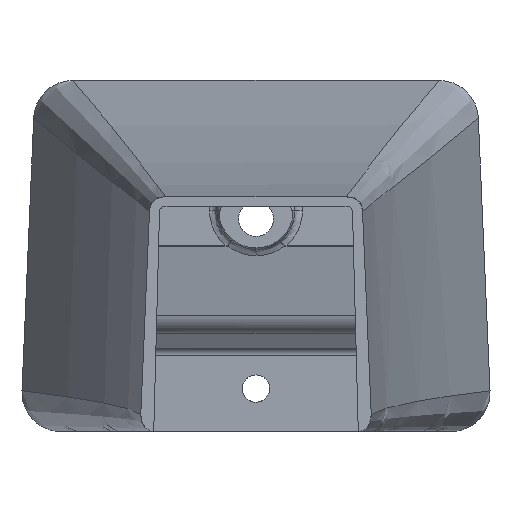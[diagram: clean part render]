
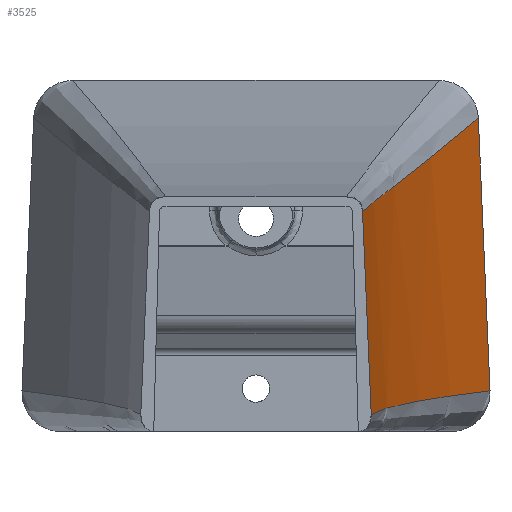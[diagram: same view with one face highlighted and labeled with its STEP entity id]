
A CAD part, front view. The second image highlights one B-rep face of the part: STEP entity #3525.
In plain terms, the highlighted free-form (B-spline) face has degree [2, 1] with [5, 2] control points.
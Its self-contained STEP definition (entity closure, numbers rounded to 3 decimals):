
#78 = CARTESIAN_POINT ( 'NONE',  ( 140.937, -799.215, 60.803 ) ) ;
#152 = CARTESIAN_POINT ( 'NONE',  ( 142.279, -780.052, 61.936 ) ) ;
#226 = CARTESIAN_POINT ( 'NONE',  ( 167.904, -546.672, 82.359 ) ) ;
#269 = CARTESIAN_POINT ( 'NONE',  ( 285., 0., 177.141 ) ) ;
#298 = CARTESIAN_POINT ( 'NONE',  ( 138.324, -842.374, 58.529 ) ) ;
#752 = EDGE_LOOP ( 'NONE', ( #1704, #13054, #12915, #5751 ) ) ;
#806 = CARTESIAN_POINT ( 'NONE',  ( 137.591, -856.772, 57.863 ) ) ;
#1128 = VERTEX_POINT ( 'NONE', #269 ) ;
#1166 = CARTESIAN_POINT ( 'NONE',  ( 162.68, -584.582, 78.252 ) ) ;
#1243 = CARTESIAN_POINT ( 'NONE',  ( 184.327, -442.915, 95.28 ) ) ;
#1388 = CARTESIAN_POINT ( 'NONE',  ( 256.004, -109.126, 153.034 ) ) ;
#1704 = ORIENTED_EDGE ( 'NONE', *, *, #11414, .F. ) ;
#1914 = CARTESIAN_POINT ( 'NONE',  ( 150.978, -900., -297.222 ) ) ;
#1985 = CARTESIAN_POINT ( 'NONE',  ( 165.381, -487.54, -297.222 ) ) ;
#2328 = CARTESIAN_POINT ( 'NONE',  ( 270.222, -54.425, 164.802 ) ) ;
#2453 = B_SPLINE_CURVE_WITH_KNOTS ( 'NONE', 3,
 ( #6539, #10960, #11832, #806, #298, #3408, #6907, #78, #152, #11393, #11104, #2475, #3486, #8066, #7845, #1166, #226, #7995, #1243, #12409, #11325, #13564, #5877, #3626, #4572, #6974, #13276, #1388, #4643, #5738, #2328, #3338, #4717, #9154, #5807, #10239 ),
 .UNSPECIFIED., .F., .F.,
 ( 4, 1, 1, 1, 1, 1, 1, 1, 1, 1, 1, 1, 1, 1, 1, 1, 1, 1, 1, 1, 1, 1, 1, 1, 1, 1, 1, 1, 1, 1, 1, 1, 1, 4 ),
 ( 0.022, 0.031, 0.047, 0.062, 0.078, 0.094, 0.109, 0.125, 0.156, 0.188, 0.219, 0.25, 0.281, 0.313, 0.344, 0.375, 0.438, 0.5, 0.563, 0.625, 0.688, 0.719, 0.75, 0.781, 0.813, 0.844, 0.875, 0.906, 0.922, 0.938, 0.953, 0.969, 0.984, 1. ),
 .UNSPECIFIED. ) ;
#2475 = CARTESIAN_POINT ( 'NONE',  ( 149.329, -698.775, 67.682 ) ) ;
#3338 = CARTESIAN_POINT ( 'NONE',  ( 273.862, -40.791, 167.83 ) ) ;
#3408 = CARTESIAN_POINT ( 'NONE',  ( 139.126, -827.981, 59.241 ) ) ;
#3486 = CARTESIAN_POINT ( 'NONE',  ( 152.308, -670.161, 70.059 ) ) ;
#3525 = ADVANCED_FACE ( 'NONE', ( #13219 ), #7708, .F. ) ;
#3626 = CARTESIAN_POINT ( 'NONE',  ( 229.419, -219.361, 131.315 ) ) ;
#3839 = DIRECTION ( 'NONE',  ( 0.043, 0., -0.999 ) ) ;
#4319 = B_SPLINE_CURVE_WITH_KNOTS ( 'NONE', 1,
 ( #13460, #12376 ),
 .UNSPECIFIED., .F., .F.,
 ( 2, 2 ),
 ( 0.003, 0.263 ),
 .UNSPECIFIED. ) ;
#4498 = CARTESIAN_POINT ( 'NONE',  ( 300., 0., -172.859 ) ) ;
#4572 = CARTESIAN_POINT ( 'NONE',  ( 235.828, -191.702, 136.518 ) ) ;
#4643 = CARTESIAN_POINT ( 'NONE',  ( 261.864, -86.303, 157.873 ) ) ;
#4711 = B_SPLINE_CURVE_WITH_KNOTS ( 'NONE', 3,
 ( #14080, #6476, #13215, #7635 ),
 .UNSPECIFIED., .F., .F.,
 ( 4, 4 ),
 ( 0.024, 1. ),
 .UNSPECIFIED. ) ;
#4717 = CARTESIAN_POINT ( 'NONE',  ( 277.547, -27.18, 170.905 ) ) ;
#5196 = EDGE_CURVE ( 'NONE', #12293, #7071, #4711, .T. ) ;
#5239 = CARTESIAN_POINT ( 'NONE',  ( 278.391, 0., 331.359 ) ) ;
#5738 = CARTESIAN_POINT ( 'NONE',  ( 266.62, -68.077, 161.812 ) ) ;
#5751 = ORIENTED_EDGE ( 'NONE', *, *, #7066, .F. ) ;
#5807 = CARTESIAN_POINT ( 'NONE',  ( 283.755, -4.529, 176.099 ) ) ;
#5864 = EDGE_CURVE ( 'NONE', #1128, #7071, #8201, .T. ) ;
#5877 = CARTESIAN_POINT ( 'NONE',  ( 223.174, -247.087, 126.266 ) ) ;
#6335 = CARTESIAN_POINT ( 'NONE',  ( 305.33, 0., -297.222 ) ) ;
#6476 = CARTESIAN_POINT ( 'NONE',  ( 158.665, -610.497, -193.88 ) ) ;
#6539 = CARTESIAN_POINT ( 'NONE',  ( 136.571, -880., 56.895 ) ) ;
#6907 = CARTESIAN_POINT ( 'NONE',  ( 139.997, -813.595, 59.999 ) ) ;
#6974 = CARTESIAN_POINT ( 'NONE',  ( 242.399, -164.109, 141.873 ) ) ;
#7021 = CARTESIAN_POINT ( 'NONE',  ( 147.716, -880., -203.159 ) ) ;
#7066 = EDGE_CURVE ( 'NONE', #9640, #1128, #2453, .T. ) ;
#7071 = VERTEX_POINT ( 'NONE', #4498 ) ;
#7425 = CARTESIAN_POINT ( 'NONE',  ( 138.442, -487.54, 331.359 ) ) ;
#7497 = CARTESIAN_POINT ( 'NONE',  ( 123.894, -904.125, 331.359 ) ) ;
#7635 = CARTESIAN_POINT ( 'NONE',  ( 300., 0., -172.859 ) ) ;
#7639 = CARTESIAN_POINT ( 'NONE',  ( 123.75, -908.249, 331.359 ) ) ;
#7708 = B_SPLINE_SURFACE_WITH_KNOTS ( 'NONE', 2, 1, ( 
 ( #7639, #9608 ),
 ( #7497, #8521 ),
 ( #12934, #1914 ),
 ( #7425, #1985 ),
 ( #5239, #6335 ) ),
 .UNSPECIFIED., .F., .F., .F.,
 ( 3, 2, 3 ),
 ( 2, 2 ),
 ( -0.01, 0., 1. ),
 ( 0., 1. ),
 .UNSPECIFIED. ) ;
#7845 = CARTESIAN_POINT ( 'NONE',  ( 158.989, -613.063, 75.345 ) ) ;
#7995 = CARTESIAN_POINT ( 'NONE',  ( 174.986, -499.411, 87.925 ) ) ;
#8066 = CARTESIAN_POINT ( 'NONE',  ( 155.53, -641.59, 72.614 ) ) ;
#8201 = LINE ( 'NONE', #12616, #12769 ) ;
#8521 = CARTESIAN_POINT ( 'NONE',  ( 150.834, -904.125, -297.222 ) ) ;
#9154 = CARTESIAN_POINT ( 'NONE',  ( 281.266, -13.586, 174.015 ) ) ;
#9608 = CARTESIAN_POINT ( 'NONE',  ( 150.69, -908.249, -297.222 ) ) ;
#9640 = VERTEX_POINT ( 'NONE', #12450 ) ;
#10239 = CARTESIAN_POINT ( 'NONE',  ( 285., 0., 177.141 ) ) ;
#10960 = CARTESIAN_POINT ( 'NONE',  ( 136.689, -877.059, 57.011 ) ) ;
#11104 = CARTESIAN_POINT ( 'NONE',  ( 146.599, -727.427, 65.484 ) ) ;
#11325 = CARTESIAN_POINT ( 'NONE',  ( 205.377, -330.623, 111.977 ) ) ;
#11393 = CARTESIAN_POINT ( 'NONE',  ( 144.124, -756.117, 63.466 ) ) ;
#11414 = EDGE_CURVE ( 'NONE', #12293, #9640, #4319, .T. ) ;
#11832 = CARTESIAN_POINT ( 'NONE',  ( 137.016, -869.315, 57.325 ) ) ;
#12293 = VERTEX_POINT ( 'NONE', #7021 ) ;
#12376 = CARTESIAN_POINT ( 'NONE',  ( 136.571, -880., 56.895 ) ) ;
#12409 = CARTESIAN_POINT ( 'NONE',  ( 194.47, -386.648, 103.302 ) ) ;
#12450 = CARTESIAN_POINT ( 'NONE',  ( 136.571, -880., 56.895 ) ) ;
#12616 = CARTESIAN_POINT ( 'NONE',  ( 278.391, 0., 331.359 ) ) ;
#12769 = VECTOR ( 'NONE', #3839, 1000. ) ;
#12915 = ORIENTED_EDGE ( 'NONE', *, *, #5864, .F. ) ;
#12934 = CARTESIAN_POINT ( 'NONE',  ( 124.038, -900., 331.359 ) ) ;
#13054 = ORIENTED_EDGE ( 'NONE', *, *, #5196, .T. ) ;
#13215 = CARTESIAN_POINT ( 'NONE',  ( 209.426, -317.164, -183.78 ) ) ;
#13219 = FACE_OUTER_BOUND ( 'NONE', #752, .T. ) ;
#13276 = CARTESIAN_POINT ( 'NONE',  ( 249.125, -136.584, 147.38 ) ) ;
#13460 = CARTESIAN_POINT ( 'NONE',  ( 147.716, -880., -203.159 ) ) ;
#13564 = CARTESIAN_POINT ( 'NONE',  ( 215.072, -284.142, 119.741 ) ) ;
#14080 = CARTESIAN_POINT ( 'NONE',  ( 147.716, -880., -203.159 ) ) ;
